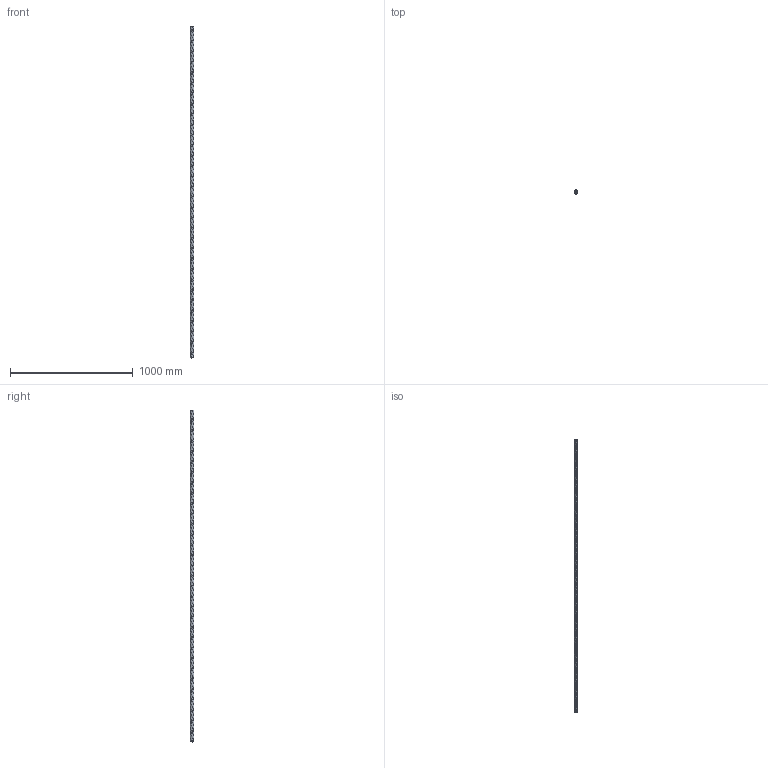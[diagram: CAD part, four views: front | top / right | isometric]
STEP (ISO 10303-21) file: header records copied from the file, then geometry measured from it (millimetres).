
FILE_DESCRIPTION (( 'STEP AP203' ), '1' );
FILE_NAME ('2030.step', '2015-09-17T14:54:19', ( '' ), ( '' ), 'SwSTEP 2.0', 'SolidWorks 2015', '' );
FILE_SCHEMA (( 'CONFIG_CONTROL_DESIGN' ));
Length unit declared in the file: millimetre
Products named in the file (1): 2030
Bounding box: 30 x 30 x 2700 mm (x, y, z)
Volume: 1384807.3 mm3; surface area: 424740.6 mm2
Topology: 5 solids, 5 shells, 145 faces, 372 edges, 248 vertices
Faces by surface type: plane 78, bspline 67
Entity records: 12561 total; most frequent: CARTESIAN_POINT 9433, ORIENTED_EDGE 744, DIRECTION 388, EDGE_CURVE 372, VERTEX_POINT 248, LINE 230, VECTOR 230, EDGE_LOOP 158
